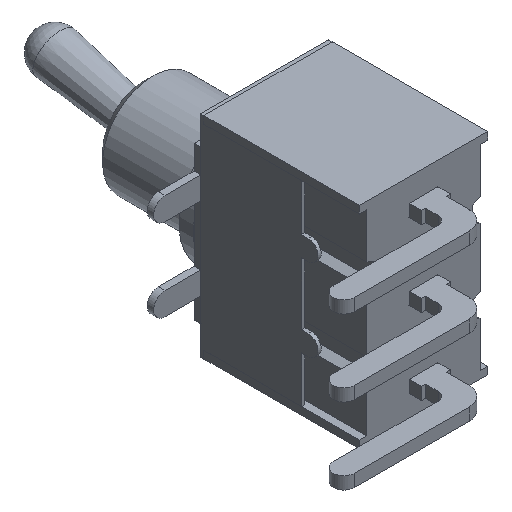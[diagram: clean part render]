
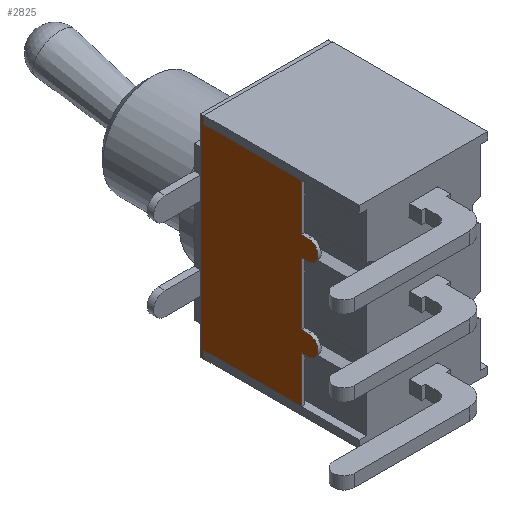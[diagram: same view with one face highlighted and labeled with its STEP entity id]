
A CAD part, isometric view. The second image highlights one B-rep face of the part: STEP entity #2825.
In plain terms, the highlighted face is planar.
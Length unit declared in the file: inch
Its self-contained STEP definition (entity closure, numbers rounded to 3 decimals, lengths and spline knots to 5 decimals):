
#69=CIRCLE('',#2990,0.02433);
#70=CIRCLE('',#2991,0.02433);
#204=FACE_OUTER_BOUND('',#361,.T.);
#361=EDGE_LOOP('',(#2123,#2124,#2125,#2126,#2127,#2128,#2129,#2130,#2131,
#2132,#2133,#2134,#2135,#2136,#2137,#2138));
#597=LINE('',#4192,#946);
#601=LINE('',#4200,#950);
#607=LINE('',#4211,#956);
#621=LINE('',#4244,#970);
#624=LINE('',#4250,#973);
#625=LINE('',#4252,#974);
#626=LINE('',#4254,#975);
#627=LINE('',#4258,#976);
#628=LINE('',#4260,#977);
#629=LINE('',#4262,#978);
#630=LINE('',#4266,#979);
#631=LINE('',#4267,#980);
#632=LINE('',#4269,#981);
#633=LINE('',#4270,#982);
#946=VECTOR('',#3371,0.01825);
#950=VECTOR('',#3375,0.01825);
#956=VECTOR('',#3383,0.008);
#970=VECTOR('',#3409,0.23693);
#973=VECTOR('',#3414,0.23693);
#974=VECTOR('',#3415,0.11342);
#975=VECTOR('',#3416,0.01567);
#976=VECTOR('',#3419,0.01567);
#977=VECTOR('',#3420,0.15133);
#978=VECTOR('',#3421,0.01567);
#979=VECTOR('',#3424,0.01567);
#980=VECTOR('',#3425,0.11342);
#981=VECTOR('',#3426,0.512);
#982=VECTOR('',#3427,0.008);
#1255=VERTEX_POINT('',#4189);
#1256=VERTEX_POINT('',#4191);
#1259=VERTEX_POINT('',#4197);
#1260=VERTEX_POINT('',#4199);
#1264=VERTEX_POINT('',#4209);
#1277=VERTEX_POINT('',#4243);
#1279=VERTEX_POINT('',#4249);
#1280=VERTEX_POINT('',#4251);
#1281=VERTEX_POINT('',#4253);
#1282=VERTEX_POINT('',#4255);
#1283=VERTEX_POINT('',#4257);
#1284=VERTEX_POINT('',#4259);
#1285=VERTEX_POINT('',#4261);
#1286=VERTEX_POINT('',#4263);
#1287=VERTEX_POINT('',#4265);
#1288=VERTEX_POINT('',#4268);
#1565=EDGE_CURVE('',#1256,#1255,#597,.T.);
#1569=EDGE_CURVE('',#1260,#1259,#601,.T.);
#1575=EDGE_CURVE('',#1264,#1255,#607,.T.);
#1591=EDGE_CURVE('',#1256,#1277,#621,.T.);
#1594=EDGE_CURVE('',#1279,#1259,#624,.T.);
#1595=EDGE_CURVE('',#1280,#1279,#625,.T.);
#1596=EDGE_CURVE('',#1281,#1280,#626,.T.);
#1597=EDGE_CURVE('',#1282,#1281,#69,.T.);
#1598=EDGE_CURVE('',#1283,#1282,#627,.T.);
#1599=EDGE_CURVE('',#1284,#1283,#628,.T.);
#1600=EDGE_CURVE('',#1285,#1284,#629,.T.);
#1601=EDGE_CURVE('',#1286,#1285,#70,.T.);
#1602=EDGE_CURVE('',#1287,#1286,#630,.T.);
#1603=EDGE_CURVE('',#1277,#1287,#631,.T.);
#1604=EDGE_CURVE('',#1288,#1264,#632,.T.);
#1605=EDGE_CURVE('',#1288,#1260,#633,.T.);
#2123=ORIENTED_EDGE('',*,*,#1569,.T.);
#2124=ORIENTED_EDGE('',*,*,#1594,.F.);
#2125=ORIENTED_EDGE('',*,*,#1595,.F.);
#2126=ORIENTED_EDGE('',*,*,#1596,.F.);
#2127=ORIENTED_EDGE('',*,*,#1597,.F.);
#2128=ORIENTED_EDGE('',*,*,#1598,.F.);
#2129=ORIENTED_EDGE('',*,*,#1599,.F.);
#2130=ORIENTED_EDGE('',*,*,#1600,.F.);
#2131=ORIENTED_EDGE('',*,*,#1601,.F.);
#2132=ORIENTED_EDGE('',*,*,#1602,.F.);
#2133=ORIENTED_EDGE('',*,*,#1603,.F.);
#2134=ORIENTED_EDGE('',*,*,#1591,.F.);
#2135=ORIENTED_EDGE('',*,*,#1565,.T.);
#2136=ORIENTED_EDGE('',*,*,#1575,.F.);
#2137=ORIENTED_EDGE('',*,*,#1604,.F.);
#2138=ORIENTED_EDGE('',*,*,#1605,.T.);
#2698=PLANE('',#2989);
#2825=ADVANCED_FACE('',(#204),#2698,.F.);
#2989=AXIS2_PLACEMENT_3D('',#4248,#3412,#3413);
#2990=AXIS2_PLACEMENT_3D('',#4256,#3417,#3418);
#2991=AXIS2_PLACEMENT_3D('',#4264,#3422,#3423);
#3371=DIRECTION('',(-1.,0.,0.));
#3375=DIRECTION('',(-1.,0.,0.));
#3383=DIRECTION('',(0.,-1.,0.));
#3409=DIRECTION('',(0.,-1.,0.));
#3412=DIRECTION('center_axis',(0.,0.,1.));
#3413=DIRECTION('ref_axis',(1.,0.,0.));
#3414=DIRECTION('',(0.,1.,0.));
#3415=DIRECTION('',(1.,0.,0.));
#3416=DIRECTION('',(0.,1.,0.));
#3417=DIRECTION('center_axis',(0.,0.,1.));
#3418=DIRECTION('ref_axis',(1.,0.,0.));
#3419=DIRECTION('',(0.,-1.,0.));
#3420=DIRECTION('',(1.,0.,0.));
#3421=DIRECTION('',(0.,1.,0.));
#3422=DIRECTION('center_axis',(0.,0.,1.));
#3423=DIRECTION('ref_axis',(1.,0.,0.));
#3424=DIRECTION('',(0.,-1.,0.));
#3425=DIRECTION('',(1.,0.,0.));
#3426=DIRECTION('',(-1.,0.,0.));
#3427=DIRECTION('',(0.,-1.,0.));
#4189=CARTESIAN_POINT('',(-0.256,0.,-0.1555));
#4191=CARTESIAN_POINT('',(-0.23775,0.,-0.1555));
#4192=CARTESIAN_POINT('',(0.256,0.,-0.1555));
#4197=CARTESIAN_POINT('',(0.23775,0.,-0.1555));
#4199=CARTESIAN_POINT('',(0.256,0.,-0.1555));
#4200=CARTESIAN_POINT('',(0.256,0.,-0.1555));
#4209=CARTESIAN_POINT('',(-0.256,0.008,-0.1555));
#4211=CARTESIAN_POINT('',(-0.256,0.008,-0.1555));
#4243=CARTESIAN_POINT('',(-0.23775,-0.23693,-0.1555));
#4244=CARTESIAN_POINT('',(-0.23775,0.,-0.1555));
#4248=CARTESIAN_POINT('Origin',(0.256,0.008,-0.1555));
#4249=CARTESIAN_POINT('',(0.23775,-0.23693,-0.1555));
#4250=CARTESIAN_POINT('',(0.23775,-0.23693,-0.1555));
#4251=CARTESIAN_POINT('',(0.12433,-0.23693,-0.1555));
#4252=CARTESIAN_POINT('',(0.12433,-0.23693,-0.1555));
#4253=CARTESIAN_POINT('',(0.12433,-0.2526,-0.1555));
#4254=CARTESIAN_POINT('',(0.12433,-0.2526,-0.1555));
#4255=CARTESIAN_POINT('',(0.07567,-0.2526,-0.1555));
#4256=CARTESIAN_POINT('Origin',(0.1,-0.2526,-0.1555));
#4257=CARTESIAN_POINT('',(0.07567,-0.23693,-0.1555));
#4258=CARTESIAN_POINT('',(0.07567,-0.23693,-0.1555));
#4259=CARTESIAN_POINT('',(-0.07567,-0.23693,-0.1555));
#4260=CARTESIAN_POINT('',(-0.07567,-0.23693,-0.1555));
#4261=CARTESIAN_POINT('',(-0.07567,-0.2526,-0.1555));
#4262=CARTESIAN_POINT('',(-0.07567,-0.2526,-0.1555));
#4263=CARTESIAN_POINT('',(-0.12433,-0.2526,-0.1555));
#4264=CARTESIAN_POINT('Origin',(-0.1,-0.2526,-0.1555));
#4265=CARTESIAN_POINT('',(-0.12433,-0.23693,-0.1555));
#4266=CARTESIAN_POINT('',(-0.12433,-0.23693,-0.1555));
#4267=CARTESIAN_POINT('',(-0.23775,-0.23693,-0.1555));
#4268=CARTESIAN_POINT('',(0.256,0.008,-0.1555));
#4269=CARTESIAN_POINT('',(0.256,0.008,-0.1555));
#4270=CARTESIAN_POINT('',(0.256,0.008,-0.1555));
